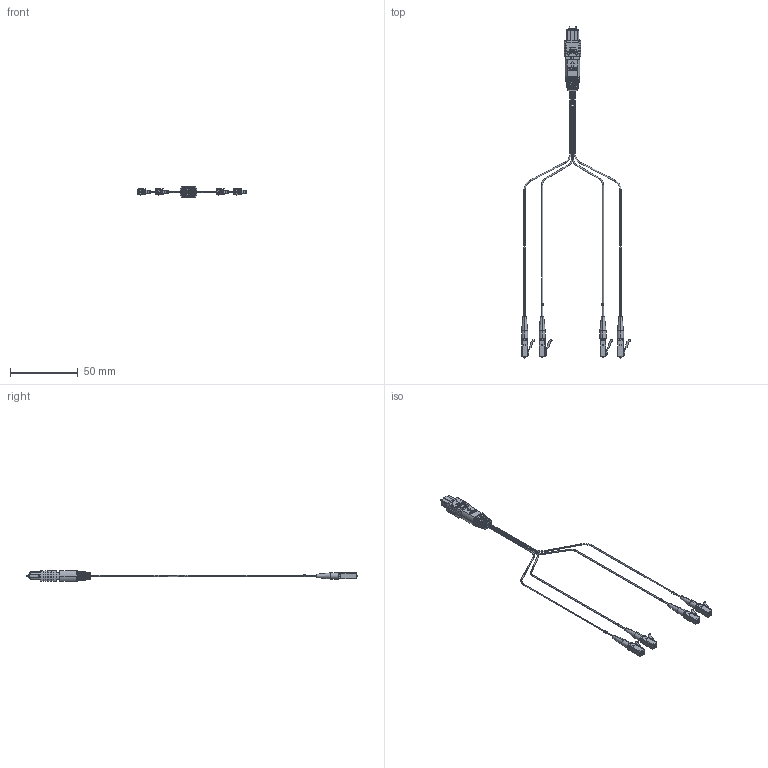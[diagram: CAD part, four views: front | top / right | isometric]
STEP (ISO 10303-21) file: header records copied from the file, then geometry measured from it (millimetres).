
FILE_DESCRIPTION (( 'STEP AP214' ), '1' );
FILE_NAME ('FCA-MMS124A9_3D.STEP', '2022-01-24T22:09:06', ( '' ), ( '' ), 'SwSTEP 2.0', 'SolidWorks 2021', '' );
FILE_SCHEMA (( 'AUTOMOTIVE_DESIGN' ));
Length unit declared in the file: inch
Products named in the file (19): MPO 囀遺_1; 絳渀; fanout cable 1; 粟銅; .09mm Cable Marking 1 to 24; .09mm Cable Marking 1 to 24_No 23; MPO脣郋; MPO俋褲嗣耀; fanout cable assy; .09mm Cable Marking 1 to 24_No 2; MPO 晦擢帣杶; MPO鼠芛_1; MPO翋极; MPO CONNECTOR; FCA-MMS124A9_3D; MPO软赛; fanout cable 2; LC - 1; .09mm Cable Marking 1 to 24_No 24
Assembly tree (23 placements, depth 4):
  FCA-MMS124A9_3D
    MPO CONNECTOR
      MPO 囀遺_1
      MPO俋褲嗣耀
      MPO鼠芛_1
        MPO脣郋
        MPO软赛
        絳渀
      粟銅
      MPO翋极
      MPO 晦擢帣杶
    LC - 1  x4
    fanout cable assy
      fanout cable 1  x2
      fanout cable 2  x2
    .09mm Cable Marking 1 to 24
    .09mm Cable Marking 1 to 24_No 2
    .09mm Cable Marking 1 to 24_No 23
    .09mm Cable Marking 1 to 24_No 24
Bounding box: 80.37 x 244.86 x 8.1 mm (x, y, z)
Volume: 4270.6 mm3; surface area: 9757.3 mm2
Topology: 20 solids, 20 shells, 1336 faces, 3532 edges, 2298 vertices
Faces by surface type: plane 748, cylinder 330, bspline 200, cone 42, torus 16
Entity records: 55108 total; most frequent: CARTESIAN_POINT 17494, ORIENTED_EDGE 5444, DIRECTION 4400, EDGE_CURVE 2722, VERTEX_POINT 1794, VECTOR 1772, LINE 1772, AXIS2_PLACEMENT_3D 1314
